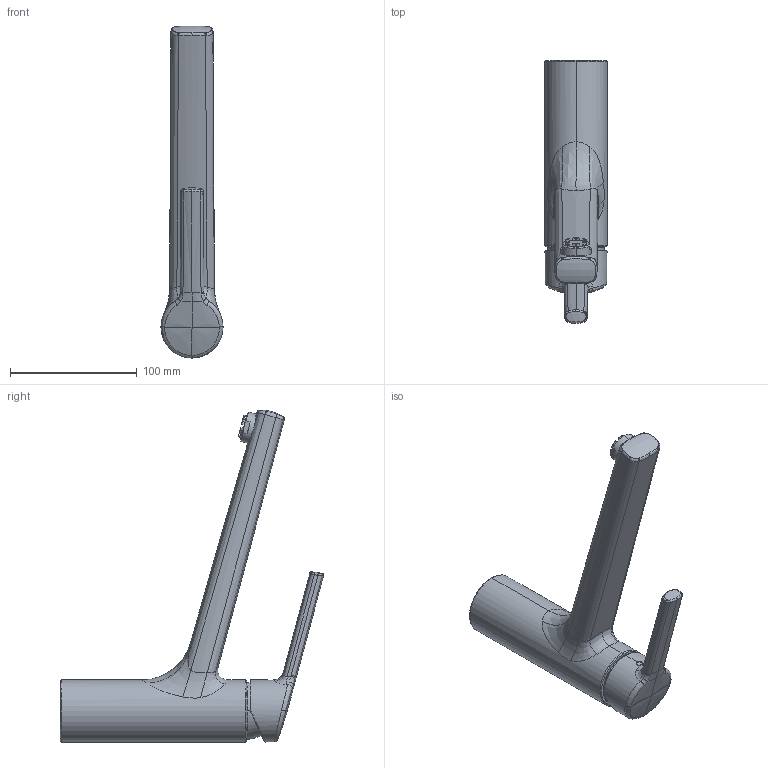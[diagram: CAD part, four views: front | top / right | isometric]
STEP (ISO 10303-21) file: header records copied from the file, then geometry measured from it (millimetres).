
FILE_DESCRIPTION(('STEP AP214'),'1');
FILE_NAME('KWC Luna E1 chrom Niederdruck.STP','2026-01-12T09:35:19',(' '),(' '),'Spatial InterOp 3D',' ',' ');
FILE_SCHEMA(('AUTOMOTIVE_DESIGN { 1 0 10303 214 1 1 1 1 }'));
Length unit declared in the file: millimetre
Products named in the file (4): ASSEM1; KWC Luna E1 chrom Niederdruck
Assembly tree (3 placements, depth 3):
  KWC Luna E1 chrom Niederdruck
    (unnamed)
      ASSEM1
      (unnamed)
Bounding box: 49 x 207.98 x 262.32 mm (x, y, z)
Volume: 524260.5 mm3; surface area: 62210 mm2
Topology: 2 solids, 2 shells, 198 faces, 482 edges, 297 vertices
Faces by surface type: bspline 80, plane 55, cylinder 36, cone 19, torus 6, extrusion 2
Entity records: 11310 total; most frequent: CARTESIAN_POINT 7226, ORIENTED_EDGE 964, DIRECTION 625, EDGE_CURVE 482, VERTEX_POINT 297, AXIS2_PLACEMENT_3D 245, B_SPLINE_CURVE_WITH_KNOTS 227, EDGE_LOOP 207
